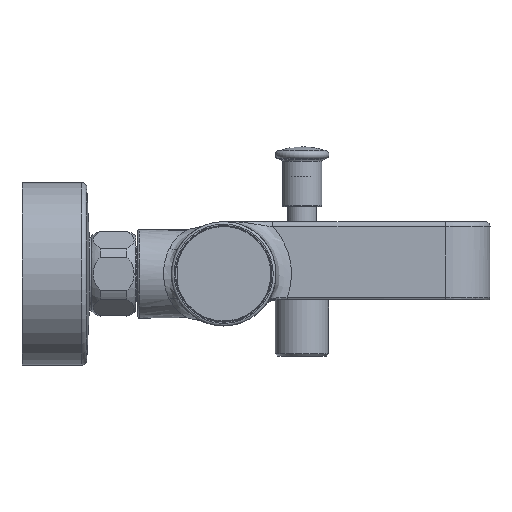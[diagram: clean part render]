
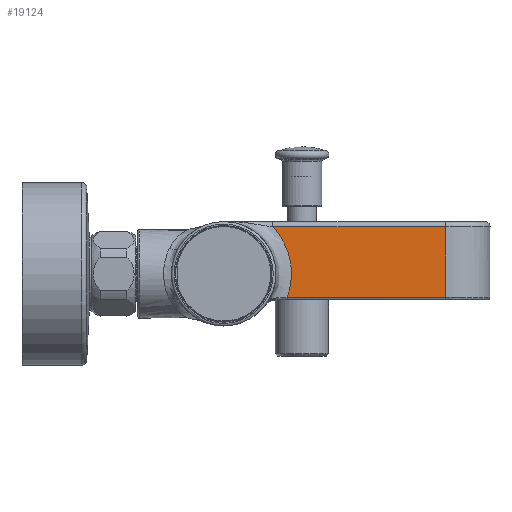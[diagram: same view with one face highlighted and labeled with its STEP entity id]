
A CAD part, front view. The second image highlights one B-rep face of the part: STEP entity #19124.
In plain terms, the highlighted planar face has unit normal (0, -1, 0).
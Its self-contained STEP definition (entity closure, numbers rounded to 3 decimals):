
#103=LINE('',#30599,#1500);
#109=LINE('',#30864,#1506);
#1500=VECTOR('',#22313,1000.);
#1506=VECTOR('',#22341,1000.);
#2897=PLANE('',#20446);
#3313=B_SPLINE_CURVE_WITH_KNOTS('',3,(#31088,#31089,#31090,#31091,#31092,
#31093,#31094,#31095,#31096,#31097,#31098,#31099,#31100,#31101),
 .UNSPECIFIED.,.F.,.F.,(4,1,1,1,1,1,1,1,1,1,1,4),(0.034,0.143,
0.198,0.252,0.307,0.361,
0.471,0.58,0.689,0.743,
0.798,0.907),.UNSPECIFIED.);
#3323=B_SPLINE_CURVE_WITH_KNOTS('',3,(#31236,#31237,#31238,#31239),
 .UNSPECIFIED.,.F.,.F.,(4,4),(0.,1.),
 .UNSPECIFIED.);
#4449=ORIENTED_EDGE('',*,*,#9652,.F.);
#4450=ORIENTED_EDGE('',*,*,#9621,.T.);
#4451=ORIENTED_EDGE('',*,*,#9662,.T.);
#4452=ORIENTED_EDGE('',*,*,#9646,.T.);
#9621=EDGE_CURVE('',#15449,#15451,#103,.F.);
#9646=EDGE_CURVE('',#15466,#15469,#109,.F.);
#9652=EDGE_CURVE('',#15449,#15469,#3313,.T.);
#9662=EDGE_CURVE('',#15451,#15466,#3323,.F.);
#14032=EDGE_LOOP('',(#4449,#4450,#4451,#4452));
#15449=VERTEX_POINT('',#30588);
#15451=VERTEX_POINT('',#30598);
#15466=VERTEX_POINT('',#30851);
#15469=VERTEX_POINT('',#30863);
#18063=FACE_BOUND('',#14032,.T.);
#19124=ADVANCED_FACE('',(#18063),#2897,.T.);
#20446=AXIS2_PLACEMENT_3D('',#31235,#22345,#22346);
#22313=DIRECTION('',(-1.,0.,0.));
#22341=DIRECTION('',(1.,0.,0.));
#22345=DIRECTION('',(0.,-1.,0.));
#22346=DIRECTION('',(0.,0.,-1.));
#30588=CARTESIAN_POINT('',(101.608,-17.,-9.));
#30598=CARTESIAN_POINT('',(162.215,-17.,-9.));
#30599=CARTESIAN_POINT('',(163.569,-17.,-9.));
#30851=CARTESIAN_POINT('',(162.215,-17.,18.));
#30863=CARTESIAN_POINT('',(95.977,-17.,18.));
#30864=CARTESIAN_POINT('',(163.569,-17.,18.));
#31088=CARTESIAN_POINT('',(101.608,-17.,-9.));
#31089=CARTESIAN_POINT('',(102.006,-17.,-7.921));
#31090=CARTESIAN_POINT('',(102.495,-17.,-6.28));
#31091=CARTESIAN_POINT('',(102.941,-17.,-3.911));
#31092=CARTESIAN_POINT('',(103.148,-17.,-2.146));
#31093=CARTESIAN_POINT('',(103.236,-17.,-0.288));
#31094=CARTESIAN_POINT('',(103.177,-17.,2.152));
#31095=CARTESIAN_POINT('',(102.772,-17.,5.252));
#31096=CARTESIAN_POINT('',(101.754,-17.,8.856));
#31097=CARTESIAN_POINT('',(100.504,-17.,11.676));
#31098=CARTESIAN_POINT('',(99.268,-17.,13.813));
#31099=CARTESIAN_POINT('',(97.934,-17.,15.788));
#31100=CARTESIAN_POINT('',(96.773,-17.,17.171));
#31101=CARTESIAN_POINT('',(95.977,-17.,18.));
#31235=CARTESIAN_POINT('',(163.569,-17.,18.54));
#31236=CARTESIAN_POINT('',(162.215,-17.,18.));
#31237=CARTESIAN_POINT('',(162.215,-17.,9.));
#31238=CARTESIAN_POINT('',(162.215,-17.,0.));
#31239=CARTESIAN_POINT('',(162.215,-17.,-9.));
